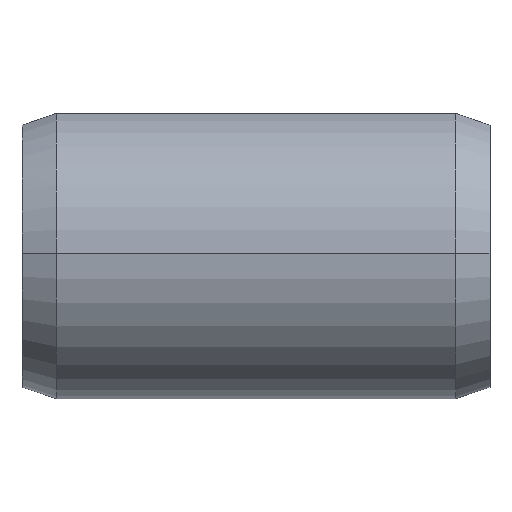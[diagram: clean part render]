
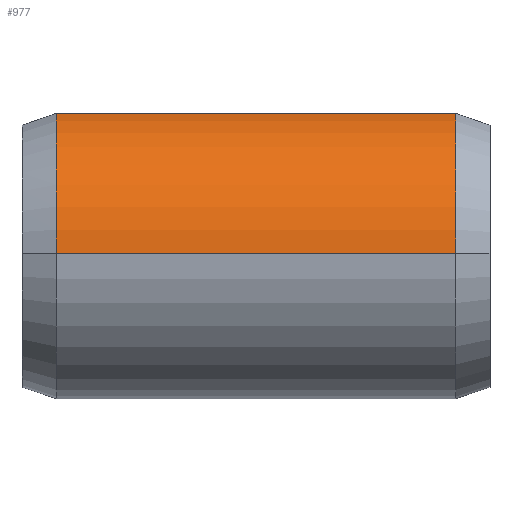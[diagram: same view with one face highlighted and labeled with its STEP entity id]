
A CAD part, top view. The second image highlights one B-rep face of the part: STEP entity #977.
In plain terms, the highlighted cylindrical face has radius 12.7 mm (diameter 25.4 mm), a partial arc.
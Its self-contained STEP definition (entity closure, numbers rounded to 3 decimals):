
#5 = ORIENTED_EDGE ( 'NONE', *, *, #65, .T. ) ;
#65 = EDGE_CURVE ( 'NONE', #184, #1167, #818, .T. ) ;
#184 = VERTEX_POINT ( 'NONE', #746 ) ;
#293 = VERTEX_POINT ( 'NONE', #1446 ) ;
#441 = DIRECTION ( 'NONE',  ( 0., 0., 1. ) ) ;
#464 = CARTESIAN_POINT ( 'NONE',  ( 20.5, 0., 12.7 ) ) ;
#473 = CARTESIAN_POINT ( 'NONE',  ( 17.5, 0., 0. ) ) ;
#695 = CARTESIAN_POINT ( 'NONE',  ( 17.5, 0., 12.7 ) ) ;
#730 = VERTEX_POINT ( 'NONE', #695 ) ;
#746 = CARTESIAN_POINT ( 'NONE',  ( -17.5, 12.297, 3.175 ) ) ;
#751 = VECTOR ( 'NONE', #790, 1000. ) ;
#770 = DIRECTION ( 'NONE',  ( 1., 0., 0. ) ) ;
#786 = AXIS2_PLACEMENT_3D ( 'NONE', #2005, #1220, #441 ) ;
#790 = DIRECTION ( 'NONE',  ( -1., 0., 0. ) ) ;
#818 = CIRCLE ( 'NONE', #1658, 12.7 ) ;
#834 = EDGE_LOOP ( 'NONE', ( #1436, #1271, #1333, #5 ) ) ;
#977 = ADVANCED_FACE ( 'NONE', ( #1533 ), #1374, .T. ) ;
#1036 = EDGE_CURVE ( 'NONE', #730, #293, #1312, .T. ) ;
#1086 = EDGE_CURVE ( 'NONE', #730, #1167, #1123, .T. ) ;
#1104 = CARTESIAN_POINT ( 'NONE',  ( 20.5, 12.297, 3.175 ) ) ;
#1116 = DIRECTION ( 'NONE',  ( -1., 0., 0. ) ) ;
#1123 = LINE ( 'NONE', #464, #751 ) ;
#1167 = VERTEX_POINT ( 'NONE', #1793 ) ;
#1220 = DIRECTION ( 'NONE',  ( -1., 0., 0. ) ) ;
#1228 = DIRECTION ( 'NONE',  ( 0., 0., 1. ) ) ;
#1267 = LINE ( 'NONE', #1104, #2000 ) ;
#1271 = ORIENTED_EDGE ( 'NONE', *, *, #1036, .T. ) ;
#1278 = AXIS2_PLACEMENT_3D ( 'NONE', #473, #1116, #1422 ) ;
#1312 = CIRCLE ( 'NONE', #1278, 12.7 ) ;
#1333 = ORIENTED_EDGE ( 'NONE', *, *, #1530, .T. ) ;
#1374 = CYLINDRICAL_SURFACE ( 'NONE', #786, 12.7 ) ;
#1422 = DIRECTION ( 'NONE',  ( 0., 0., 1. ) ) ;
#1436 = ORIENTED_EDGE ( 'NONE', *, *, #1086, .F. ) ;
#1446 = CARTESIAN_POINT ( 'NONE',  ( 17.5, 12.297, 3.175 ) ) ;
#1528 = CARTESIAN_POINT ( 'NONE',  ( -17.5, 0., 0. ) ) ;
#1530 = EDGE_CURVE ( 'NONE', #293, #184, #1267, .T. ) ;
#1533 = FACE_OUTER_BOUND ( 'NONE', #834, .T. ) ;
#1658 = AXIS2_PLACEMENT_3D ( 'NONE', #1528, #770, #1228 ) ;
#1793 = CARTESIAN_POINT ( 'NONE',  ( -17.5, 0., 12.7 ) ) ;
#1899 = DIRECTION ( 'NONE',  ( -1., 0., 0. ) ) ;
#2000 = VECTOR ( 'NONE', #1899, 1000. ) ;
#2005 = CARTESIAN_POINT ( 'NONE',  ( 20.5, 0., 0. ) ) ;
